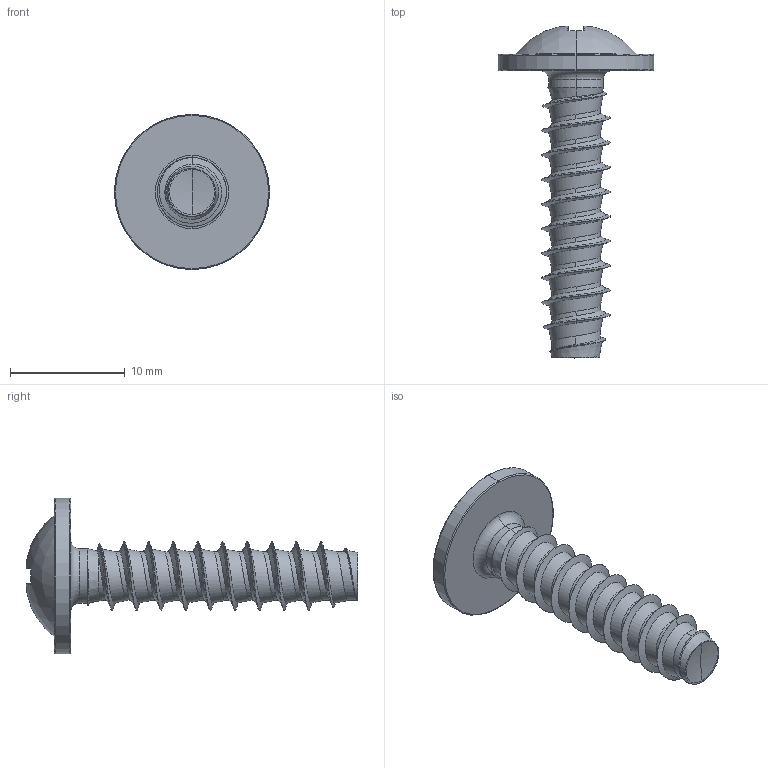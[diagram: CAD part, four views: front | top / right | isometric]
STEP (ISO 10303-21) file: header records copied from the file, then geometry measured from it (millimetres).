
FILE_DESCRIPTION (( 'STEP AP203' ), '1' );
FILE_NAME ('STP210600250.STEP', '2017-08-15T01:56:02', ( '' ), ( '' ), 'SwSTEP 2.0', 'SolidWorks 2015', '' );
FILE_SCHEMA (( 'CONFIG_CONTROL_DESIGN' ));
Length unit declared in the file: millimetre
Products named in the file (1): STP210600250
Bounding box: 13.5 x 28.88 x 13.5 mm (x, y, z)
Volume: 719.3 mm3; surface area: 926.4 mm2
Topology: 1 solids, 1 shells, 190 faces, 454 edges, 267 vertices
Faces by surface type: bspline 55, cylinder 47, plane 31, torus 30, sphere 20, cone 7
Entity records: 25442 total; most frequent: CARTESIAN_POINT 21468, ORIENTED_EDGE 904, DIRECTION 732, EDGE_CURVE 452, AXIS2_PLACEMENT_3D 321, VERTEX_POINT 267, EDGE_LOOP 193, ADVANCED_FACE 190
